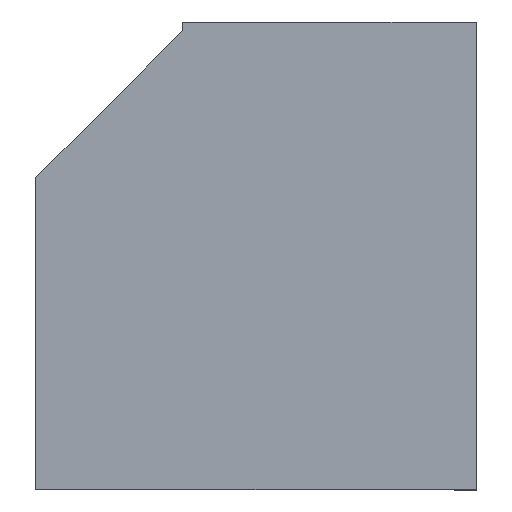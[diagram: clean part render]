
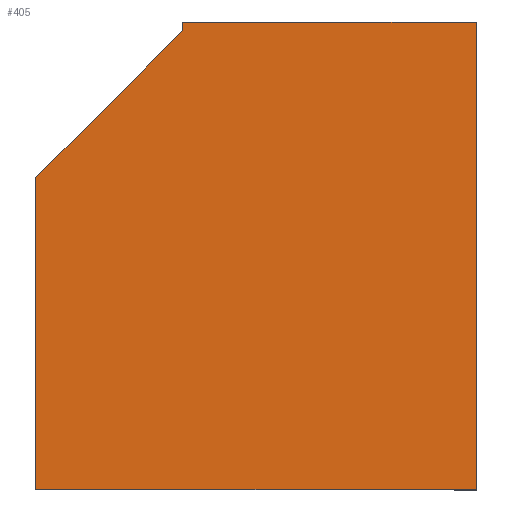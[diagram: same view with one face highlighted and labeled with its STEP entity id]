
A CAD part, top view. The second image highlights one B-rep face of the part: STEP entity #405.
In plain terms, the highlighted planar face has unit normal (0, 0, 1).
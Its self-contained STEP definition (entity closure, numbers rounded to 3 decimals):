
#90=ORIENTED_EDGE('',*,*,#173,.F.);
#91=ORIENTED_EDGE('',*,*,#174,.F.);
#92=ORIENTED_EDGE('',*,*,#175,.F.);
#93=ORIENTED_EDGE('',*,*,#146,.T.);
#94=ORIENTED_EDGE('',*,*,#171,.T.);
#95=ORIENTED_EDGE('',*,*,#176,.F.);
#146=EDGE_CURVE('',#198,#197,#236,.T.);
#171=EDGE_CURVE('',#197,#217,#249,.T.);
#173=EDGE_CURVE('',#218,#219,#251,.T.);
#174=EDGE_CURVE('',#220,#218,#252,.T.);
#175=EDGE_CURVE('',#198,#220,#253,.T.);
#176=EDGE_CURVE('',#219,#217,#254,.T.);
#197=VERTEX_POINT('',#594);
#198=VERTEX_POINT('',#596);
#217=VERTEX_POINT('',#647);
#218=VERTEX_POINT('',#653);
#219=VERTEX_POINT('',#654);
#220=VERTEX_POINT('',#656);
#236=LINE('',#595,#276);
#249=LINE('',#648,#289);
#251=LINE('',#652,#291);
#252=LINE('',#655,#292);
#253=LINE('',#657,#293);
#254=LINE('',#658,#294);
#276=VECTOR('',#479,1000.);
#289=VECTOR('',#532,1000.);
#291=VECTOR('',#538,1000.);
#292=VECTOR('',#539,1000.);
#293=VECTOR('',#540,1000.);
#294=VECTOR('',#541,1000.);
#333=EDGE_LOOP('',(#90,#91,#92,#93,#94,#95));
#369=FACE_BOUND('',#333,.T.);
#385=PLANE('',#451);
#405=ADVANCED_FACE('',(#369),#385,.F.);
#451=AXIS2_PLACEMENT_3D('',#651,#536,#537);
#479=DIRECTION('',(1.,0.,0.));
#532=DIRECTION('',(0.,1.,0.));
#536=DIRECTION('',(0.,0.,-1.));
#537=DIRECTION('',(0.,1.,0.));
#538=DIRECTION('',(0.,1.,0.));
#539=DIRECTION('',(0.707,0.707,0.));
#540=DIRECTION('',(0.,1.,0.));
#541=DIRECTION('',(1.,0.,0.));
#594=CARTESIAN_POINT('',(0.,-21.25,24.45));
#595=CARTESIAN_POINT('',(-60.,-21.25,24.45));
#596=CARTESIAN_POINT('',(-60.,-21.25,24.45));
#647=CARTESIAN_POINT('',(0.,42.45,24.45));
#648=CARTESIAN_POINT('',(0.,21.25,24.45));
#651=CARTESIAN_POINT('',(-40.,21.25,24.45));
#652=CARTESIAN_POINT('',(-40.,21.25,24.45));
#653=CARTESIAN_POINT('',(-40.,41.25,24.45));
#654=CARTESIAN_POINT('',(-40.,42.45,24.45));
#655=CARTESIAN_POINT('',(-40.,41.25,24.45));
#656=CARTESIAN_POINT('',(-60.,21.25,24.45));
#657=CARTESIAN_POINT('',(-60.,-21.25,24.45));
#658=CARTESIAN_POINT('',(-40.,42.45,24.45));
